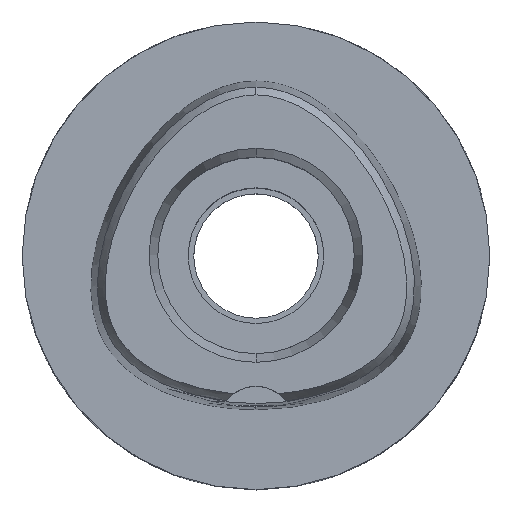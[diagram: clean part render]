
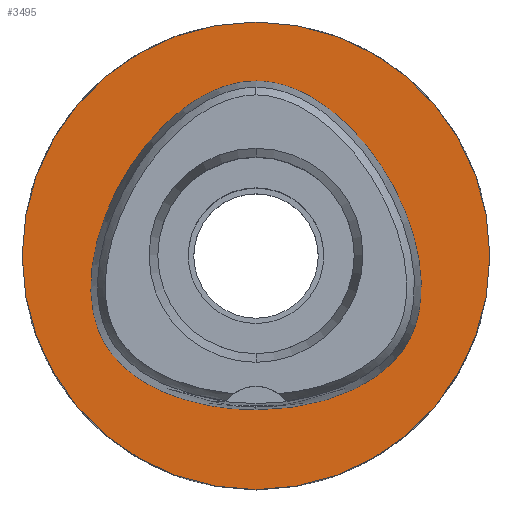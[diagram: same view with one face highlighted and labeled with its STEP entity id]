
A CAD part, top view. The second image highlights one B-rep face of the part: STEP entity #3495.
In plain terms, the highlighted planar face has unit normal (0, 0, 1).
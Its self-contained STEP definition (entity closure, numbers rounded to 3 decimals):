
#22 = CARTESIAN_POINT ( 'NONE',  ( 0., 0., 0. ) ) ;
#38 = CARTESIAN_POINT ( 'NONE',  ( -11.466, 12.452, 0. ) ) ;
#61 = CARTESIAN_POINT ( 'NONE',  ( -4.729, 17.735, 0. ) ) ;
#117 = CIRCLE ( 'NONE', #3868, 25. ) ;
#256 = CARTESIAN_POINT ( 'NONE',  ( 4.729, 17.735, 0. ) ) ;
#286 = AXIS2_PLACEMENT_3D ( 'NONE', #4635, #3883, #3529 ) ;
#336 = CARTESIAN_POINT ( 'NONE',  ( 17.711, -3.269, 0. ) ) ;
#427 = CARTESIAN_POINT ( 'NONE',  ( -14.788, -11.282, 0. ) ) ;
#471 = VERTEX_POINT ( 'NONE', #2406 ) ;
#481 = CARTESIAN_POINT ( 'NONE',  ( -16.517, 3.703, 0. ) ) ;
#656 = EDGE_LOOP ( 'NONE', ( #1601, #3134 ) ) ;
#665 = CARTESIAN_POINT ( 'NONE',  ( 5.051, -16.156, 0. ) ) ;
#844 = CARTESIAN_POINT ( 'NONE',  ( -8.947, -15.039, 0. ) ) ;
#1008 = CARTESIAN_POINT ( 'NONE',  ( 17.564, -5.456, 0. ) ) ;
#1141 = CARTESIAN_POINT ( 'NONE',  ( -17.498, -0.229, 0. ) ) ;
#1166 = CARTESIAN_POINT ( 'NONE',  ( 0., 18.695, 0. ) ) ;
#1394 = CARTESIAN_POINT ( 'NONE',  ( 0.68, 18.695, 0. ) ) ;
#1403 = EDGE_CURVE ( 'NONE', #471, #2338, #1931, .T. ) ;
#1433 = FACE_BOUND ( 'NONE', #656, .T. ) ;
#1492 = CARTESIAN_POINT ( 'NONE',  ( 16.669, -8.446, 0. ) ) ;
#1508 = CARTESIAN_POINT ( 'NONE',  ( 0., -16.455, 0. ) ) ;
#1531 = CARTESIAN_POINT ( 'NONE',  ( -13.507, -12.483, 0. ) ) ;
#1557 = CARTESIAN_POINT ( 'NONE',  ( -16.669, -8.446, 0. ) ) ;
#1585 = CARTESIAN_POINT ( 'NONE',  ( -17.711, -3.269, 0. ) ) ;
#1601 = ORIENTED_EDGE ( 'NONE', *, *, #3295, .F. ) ;
#1766 = CARTESIAN_POINT ( 'NONE',  ( 2.041, 18.55, 0. ) ) ;
#1819 = CARTESIAN_POINT ( 'NONE',  ( 0., 18.695, 0. ) ) ;
#1867 = CARTESIAN_POINT ( 'NONE',  ( 0., -16.455, 0. ) ) ;
#1882 = CARTESIAN_POINT ( 'NONE',  ( -16.206, -9.357, 0. ) ) ;
#1931 = B_SPLINE_CURVE_WITH_KNOTS ( 'NONE', 3,
 ( #1867, #2598, #665, #3403, #2169, #4484, #4926, #4532, #4163, #1492, #3352, #1008, #336, #2549, #4060, #3772, #4849, #2146, #256, #1766, #1394, #1819 ),
 .UNSPECIFIED., .F., .F.,
 ( 4, 1, 1, 1, 1, 1, 1, 1, 1, 1, 1, 1, 1, 1, 1, 1, 1, 1, 1, 4 ),
 ( 0., 0.083, 0.167, 0.208, 0.25, 0.292, 0.312, 0.333, 0.354, 0.375, 0.417, 0.458, 0.5, 0.583, 0.667, 0.75, 0.833, 0.917, 0.958, 1. ),
 .UNSPECIFIED. ) ;
#1982 = DIRECTION ( 'NONE',  ( 0., 1., 0. ) ) ;
#2069 = EDGE_CURVE ( 'NONE', #3535, #3289, #3314, .T. ) ;
#2146 = CARTESIAN_POINT ( 'NONE',  ( 7.968, 15.831, 0. ) ) ;
#2169 = CARTESIAN_POINT ( 'NONE',  ( 11.687, -13.704, 0. ) ) ;
#2260 = CARTESIAN_POINT ( 'NONE',  ( -14.38, 8.302, 0. ) ) ;
#2313 = DIRECTION ( 'NONE',  ( 0., 0., -1. ) ) ;
#2338 = VERTEX_POINT ( 'NONE', #4321 ) ;
#2363 = CARTESIAN_POINT ( 'NONE',  ( -2.041, 18.55, 0. ) ) ;
#2406 = CARTESIAN_POINT ( 'NONE',  ( 0., -16.455, 0. ) ) ;
#2422 = EDGE_LOOP ( 'NONE', ( #4238, #4763 ) ) ;
#2549 = CARTESIAN_POINT ( 'NONE',  ( 17.498, -0.229, 0. ) ) ;
#2598 = CARTESIAN_POINT ( 'NONE',  ( 1.684, -16.455, 0. ) ) ;
#2636 = CARTESIAN_POINT ( 'NONE',  ( -17.564, -5.456, 0. ) ) ;
#2657 = CARTESIAN_POINT ( 'NONE',  ( 0., 25., 0. ) ) ;
#2709 = DIRECTION ( 'NONE',  ( 0., 0., -1. ) ) ;
#2736 = CARTESIAN_POINT ( 'NONE',  ( -5.051, -16.156, 0. ) ) ;
#2756 = AXIS2_PLACEMENT_3D ( 'NONE', #22, #2313, #3419 ) ;
#2967 = PLANE ( 'NONE',  #286 ) ;
#3111 = CARTESIAN_POINT ( 'NONE',  ( 0., 0., 0. ) ) ;
#3113 = CARTESIAN_POINT ( 'NONE',  ( -0.68, 18.695, 0. ) ) ;
#3134 = ORIENTED_EDGE ( 'NONE', *, *, #1403, .F. ) ;
#3289 = VERTEX_POINT ( 'NONE', #2657 ) ;
#3295 = EDGE_CURVE ( 'NONE', #2338, #471, #4429, .T. ) ;
#3314 = CIRCLE ( 'NONE', #2756, 25. ) ;
#3352 = CARTESIAN_POINT ( 'NONE',  ( 17.165, -7.166, 0. ) ) ;
#3403 = CARTESIAN_POINT ( 'NONE',  ( 8.947, -15.039, 0. ) ) ;
#3416 = CARTESIAN_POINT ( 'NONE',  ( -1.684, -16.455, 0. ) ) ;
#3419 = DIRECTION ( 'NONE',  ( 0., -1., 0. ) ) ;
#3495 = ADVANCED_FACE ( 'NONE', ( #4864, #1433 ), #2967, .F. ) ;
#3529 = DIRECTION ( 'NONE',  ( 0., -1., 0. ) ) ;
#3535 = VERTEX_POINT ( 'NONE', #4218 ) ;
#3598 = EDGE_CURVE ( 'NONE', #3289, #3535, #117, .T. ) ;
#3772 = CARTESIAN_POINT ( 'NONE',  ( 14.38, 8.302, 0. ) ) ;
#3834 = CARTESIAN_POINT ( 'NONE',  ( -7.968, 15.831, 0. ) ) ;
#3868 = AXIS2_PLACEMENT_3D ( 'NONE', #3111, #2709, #1982 ) ;
#3883 = DIRECTION ( 'NONE',  ( 0., 0., -1. ) ) ;
#4060 = CARTESIAN_POINT ( 'NONE',  ( 16.517, 3.703, 0. ) ) ;
#4163 = CARTESIAN_POINT ( 'NONE',  ( 16.206, -9.357, 0. ) ) ;
#4174 = CARTESIAN_POINT ( 'NONE',  ( -11.687, -13.704, 0. ) ) ;
#4218 = CARTESIAN_POINT ( 'NONE',  ( 0., -25., 0. ) ) ;
#4238 = ORIENTED_EDGE ( 'NONE', *, *, #3598, .F. ) ;
#4321 = CARTESIAN_POINT ( 'NONE',  ( 0., 18.695, 0. ) ) ;
#4429 = B_SPLINE_CURVE_WITH_KNOTS ( 'NONE', 3,
 ( #1166, #3113, #2363, #61, #3834, #38, #2260, #481, #1141, #1585, #2636, #4572, #1557, #1882, #4637, #427, #1531, #4174, #844, #2736, #3416, #1508 ),
 .UNSPECIFIED., .F., .F.,
 ( 4, 1, 1, 1, 1, 1, 1, 1, 1, 1, 1, 1, 1, 1, 1, 1, 1, 1, 1, 4 ),
 ( 0., 0.042, 0.083, 0.167, 0.25, 0.333, 0.417, 0.5, 0.542, 0.583, 0.625, 0.646, 0.667, 0.688, 0.708, 0.75, 0.792, 0.833, 0.917, 1. ),
 .UNSPECIFIED. ) ;
#4484 = CARTESIAN_POINT ( 'NONE',  ( 13.507, -12.483, 0. ) ) ;
#4532 = CARTESIAN_POINT ( 'NONE',  ( 15.649, -10.213, 0. ) ) ;
#4572 = CARTESIAN_POINT ( 'NONE',  ( -17.165, -7.166, 0. ) ) ;
#4635 = CARTESIAN_POINT ( 'NONE',  ( 0., 0., 0. ) ) ;
#4637 = CARTESIAN_POINT ( 'NONE',  ( -15.649, -10.213, 0. ) ) ;
#4763 = ORIENTED_EDGE ( 'NONE', *, *, #2069, .F. ) ;
#4849 = CARTESIAN_POINT ( 'NONE',  ( 11.466, 12.452, 0. ) ) ;
#4864 = FACE_OUTER_BOUND ( 'NONE', #2422, .T. ) ;
#4926 = CARTESIAN_POINT ( 'NONE',  ( 14.788, -11.282, 0. ) ) ;
